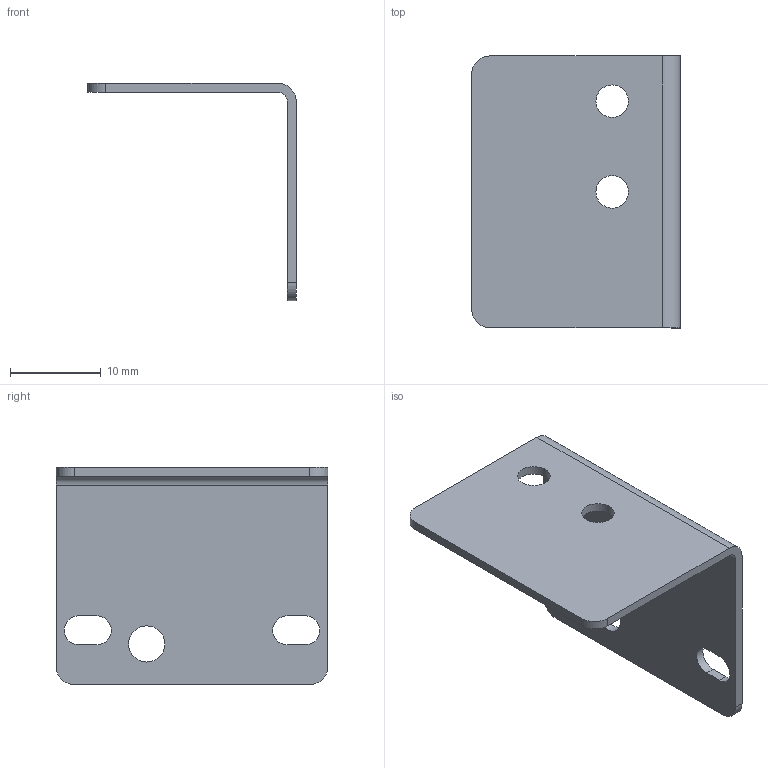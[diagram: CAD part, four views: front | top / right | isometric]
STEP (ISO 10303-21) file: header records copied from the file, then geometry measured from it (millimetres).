
FILE_DESCRIPTION(/* description */ (''),/* implementation_level */ '2;1');
FILE_NAME(/* name */ 'Pivoting Wheel Bracket - 2.step',/* time_stamp */ '2023-09-13T22:56:16+02:00',/* author */ (''),/* organization */ (''),/* preprocessor_version */ 'ST-DEVELOPER v20',/* originating_system */ 'Autodesk Translation Framework v12.9.0.99',/* authorisation */ '');
FILE_SCHEMA (('AUTOMOTIVE_DESIGN { 1 0 10303 214 3 1 1 }'));
Length unit declared in the file: millimetre
Products named in the file (1): Pivoting Wheel Bracket
Bounding box: 23 x 30 x 24 mm (x, y, z)
Volume: 1295.4 mm3; surface area: 2801.5 mm2
Topology: 1 solids, 1 shells, 27 faces, 71 edges, 46 vertices
Faces by surface type: plane 14, cylinder 13
Full cylindrical faces by diameter (mm): 3.6 x2, 4 x1
Entity records: 899 total; most frequent: DIRECTION 153, CARTESIAN_POINT 145, ORIENTED_EDGE 142, EDGE_CURVE 71, AXIS2_PLACEMENT_3D 54, VERTEX_POINT 46, LINE 45, VECTOR 45
